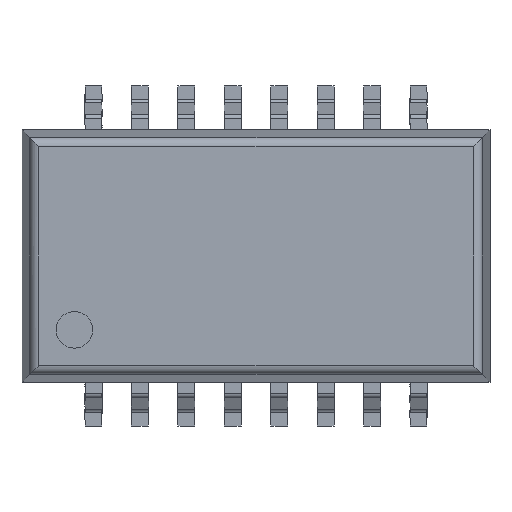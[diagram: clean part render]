
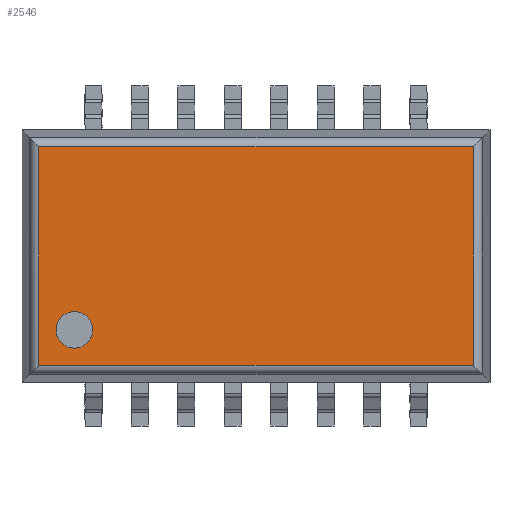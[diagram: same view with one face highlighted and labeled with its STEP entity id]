
A CAD part, front view. The second image highlights one B-rep face of the part: STEP entity #2546.
In plain terms, the highlighted planar face has unit normal (0, -1, 0).
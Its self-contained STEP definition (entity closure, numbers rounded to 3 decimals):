
#2391=CIRCLE('',#8478,0.5);
#2539=FACE_BOUND('',#3467,.T.);
#2540=FACE_BOUND('',#3468,.T.);
#2546=ADVANCED_FACE('',(#2539,#2540),#2872,.T.);
#2872=PLANE('',#8479);
#3467=EDGE_LOOP('',(#3908,#3909,#3910,#3911));
#3468=EDGE_LOOP('',(#3912));
#3908=ORIENTED_EDGE('',*,*,#6230,.T.);
#3909=ORIENTED_EDGE('',*,*,#6231,.T.);
#3910=ORIENTED_EDGE('',*,*,#6232,.T.);
#3911=ORIENTED_EDGE('',*,*,#6233,.T.);
#3912=ORIENTED_EDGE('',*,*,#6234,.T.);
#5660=VERTEX_POINT('',#10836);
#5661=VERTEX_POINT('',#10837);
#5662=VERTEX_POINT('',#10839);
#5663=VERTEX_POINT('',#10841);
#5664=VERTEX_POINT('',#10844);
#6230=EDGE_CURVE('',#5660,#5661,#7106,.T.);
#6231=EDGE_CURVE('',#5661,#5662,#7107,.T.);
#6232=EDGE_CURVE('',#5662,#5663,#7108,.T.);
#6233=EDGE_CURVE('',#5663,#5660,#7109,.T.);
#6234=EDGE_CURVE('',#5664,#5664,#2391,.T.);
#7106=LINE('',#10835,#7848);
#7107=LINE('',#10838,#7849);
#7108=LINE('',#10840,#7850);
#7109=LINE('',#10842,#7851);
#7848=VECTOR('',#9059,1.);
#7849=VECTOR('',#9060,1.);
#7850=VECTOR('',#9061,1.);
#7851=VECTOR('',#9062,1.);
#8478=AXIS2_PLACEMENT_3D('',#10843,#9063,#9064);
#8479=AXIS2_PLACEMENT_3D('',#10845,#9065,#9066);
#9059=DIRECTION('',(-1.,0.,0.));
#9060=DIRECTION('',(0.,0.,-1.));
#9061=DIRECTION('',(1.,0.,0.));
#9062=DIRECTION('',(0.,0.,1.));
#9063=DIRECTION('',(0.,1.,0.));
#9064=DIRECTION('',(0.,0.,-1.));
#9065=DIRECTION('',(0.,-1.,0.));
#9066=DIRECTION('',(0.,0.,-1.));
#10835=CARTESIAN_POINT('',(0.,0.,-0.464));
#10836=CARTESIAN_POINT('',(12.336,0.,-0.464));
#10837=CARTESIAN_POINT('',(0.464,0.,-0.464));
#10838=CARTESIAN_POINT('',(0.464,0.,-6.9));
#10839=CARTESIAN_POINT('',(0.464,0.,-6.436));
#10840=CARTESIAN_POINT('',(0.,0.,-6.436));
#10841=CARTESIAN_POINT('',(12.336,0.,-6.436));
#10842=CARTESIAN_POINT('',(12.336,0.,-6.9));
#10843=CARTESIAN_POINT('',(1.431,0.,-5.469));
#10844=CARTESIAN_POINT('',(1.431,0.,-5.969));
#10845=CARTESIAN_POINT('',(0.,0.,-6.9));
